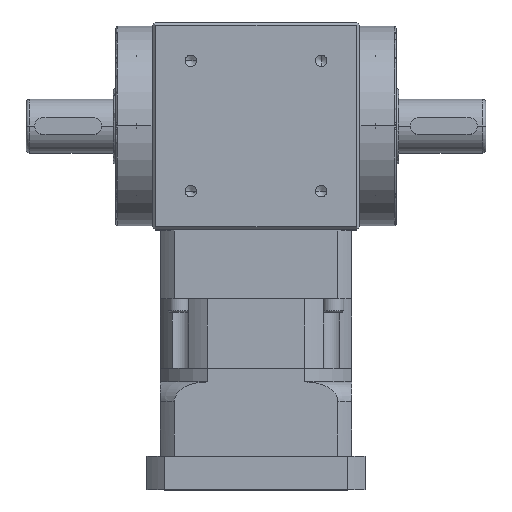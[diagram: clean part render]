
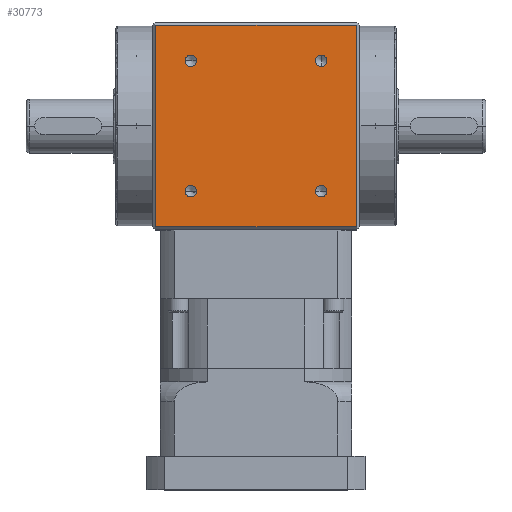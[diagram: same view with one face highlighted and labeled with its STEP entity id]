
A CAD part, top view. The second image highlights one B-rep face of the part: STEP entity #30773.
In plain terms, the highlighted planar face has unit normal (0, 0, 1).
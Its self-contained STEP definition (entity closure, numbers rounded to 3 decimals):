
#298 = VERTEX_POINT ( 'NONE', #32392 ) ;
#480 = CARTESIAN_POINT ( 'NONE',  ( 38.891, 238.591, 62. ) ) ;
#753 = CIRCLE ( 'NONE', #20331, 3.4 ) ;
#796 = VERTEX_POINT ( 'NONE', #10777 ) ;
#1189 = ORIENTED_EDGE ( 'NONE', *, *, #18577, .F. ) ;
#1459 = CARTESIAN_POINT ( 'NONE',  ( 38.891, 157.409, 62. ) ) ;
#1528 = AXIS2_PLACEMENT_3D ( 'NONE', #24009, #8752, #26533 ) ;
#1838 = AXIS2_PLACEMENT_3D ( 'NONE', #19960, #4664, #22531 ) ;
#1925 = DIRECTION ( 'NONE',  ( 0., -1., 0. ) ) ;
#2015 = DIRECTION ( 'NONE',  ( 0., 0., -1. ) ) ;
#2074 = DIRECTION ( 'NONE',  ( -1., 0., 0. ) ) ;
#2187 = EDGE_CURVE ( 'NONE', #6976, #28294, #28004, .T. ) ;
#2262 = LINE ( 'NONE', #12219, #28552 ) ;
#3187 = EDGE_LOOP ( 'NONE', ( #29910, #21322 ) ) ;
#3374 = CIRCLE ( 'NONE', #13805, 3.4 ) ;
#3478 = VERTEX_POINT ( 'NONE', #4107 ) ;
#4029 = DIRECTION ( 'NONE',  ( 0., -1., 0. ) ) ;
#4107 = CARTESIAN_POINT ( 'NONE',  ( 38.891, 160.809, 62. ) ) ;
#4547 = CIRCLE ( 'NONE', #1528, 3.4 ) ;
#4573 = CARTESIAN_POINT ( 'NONE',  ( 38.891, 235.191, 62. ) ) ;
#4664 = DIRECTION ( 'NONE',  ( 0., 0., 1. ) ) ;
#5185 = EDGE_CURVE ( 'NONE', #28294, #6976, #753, .T. ) ;
#5757 = EDGE_LOOP ( 'NONE', ( #10470, #7406 ) ) ;
#6213 = ORIENTED_EDGE ( 'NONE', *, *, #2187, .F. ) ;
#6976 = VERTEX_POINT ( 'NONE', #23276 ) ;
#6989 = VERTEX_POINT ( 'NONE', #480 ) ;
#7164 = DIRECTION ( 'NONE',  ( 0., -1., 0. ) ) ;
#7247 = EDGE_CURVE ( 'NONE', #11303, #31718, #8633, .T. ) ;
#7406 = ORIENTED_EDGE ( 'NONE', *, *, #26908, .F. ) ;
#7410 = CARTESIAN_POINT ( 'NONE',  ( -38.891, 160.809, 62. ) ) ;
#8633 = CIRCLE ( 'NONE', #17583, 3.4 ) ;
#8712 = AXIS2_PLACEMENT_3D ( 'NONE', #17338, #2015, #19893 ) ;
#8752 = DIRECTION ( 'NONE',  ( 0., 0., 1. ) ) ;
#8890 = LINE ( 'NONE', #9818, #22441 ) ;
#8948 = ORIENTED_EDGE ( 'NONE', *, *, #30871, .F. ) ;
#9559 = CARTESIAN_POINT ( 'NONE',  ( -38.891, 231.791, 62. ) ) ;
#9761 = EDGE_LOOP ( 'NONE', ( #14656, #20833 ) ) ;
#9818 = CARTESIAN_POINT ( 'NONE',  ( -75., 136.3, 62. ) ) ;
#10092 = FACE_OUTER_BOUND ( 'NONE', #23724, .T. ) ;
#10353 = ORIENTED_EDGE ( 'NONE', *, *, #23555, .F. ) ;
#10470 = ORIENTED_EDGE ( 'NONE', *, *, #32045, .F. ) ;
#10777 = CARTESIAN_POINT ( 'NONE',  ( -59.887, 136.3, 62. ) ) ;
#10859 = VERTEX_POINT ( 'NONE', #22076 ) ;
#11303 = VERTEX_POINT ( 'NONE', #9559 ) ;
#11394 = EDGE_CURVE ( 'NONE', #298, #13259, #12335, .T. ) ;
#12035 = DIRECTION ( 'NONE',  ( 0., 0., 1. ) ) ;
#12219 = CARTESIAN_POINT ( 'NONE',  ( -59.887, 0., 62. ) ) ;
#12284 = CARTESIAN_POINT ( 'NONE',  ( 59.887, 256.3, 62. ) ) ;
#12335 = LINE ( 'NONE', #30580, #19086 ) ;
#12757 = EDGE_CURVE ( 'NONE', #27838, #3478, #31196, .T. ) ;
#12867 = CARTESIAN_POINT ( 'NONE',  ( 38.891, 157.409, 62. ) ) ;
#12913 = DIRECTION ( 'NONE',  ( 1., 0., 0. ) ) ;
#13181 = CARTESIAN_POINT ( 'NONE',  ( 38.891, 235.191, 62. ) ) ;
#13259 = VERTEX_POINT ( 'NONE', #12284 ) ;
#13805 = AXIS2_PLACEMENT_3D ( 'NONE', #1459, #19326, #4029 ) ;
#14656 = ORIENTED_EDGE ( 'NONE', *, *, #12757, .F. ) ;
#15443 = DIRECTION ( 'NONE',  ( 0., -1., 0. ) ) ;
#15751 = DIRECTION ( 'NONE',  ( 0., -1., 0. ) ) ;
#15923 = EDGE_CURVE ( 'NONE', #31718, #11303, #4547, .T. ) ;
#16048 = CIRCLE ( 'NONE', #25232, 3.4 ) ;
#16355 = LINE ( 'NONE', #24082, #27425 ) ;
#16885 = FACE_BOUND ( 'NONE', #3187, .T. ) ;
#17077 = CARTESIAN_POINT ( 'NONE',  ( 38.891, 231.791, 62. ) ) ;
#17249 = DIRECTION ( 'NONE',  ( 0., 0., 1. ) ) ;
#17338 = CARTESIAN_POINT ( 'NONE',  ( -75., 258.3, 62. ) ) ;
#17583 = AXIS2_PLACEMENT_3D ( 'NONE', #32325, #17249, #1925 ) ;
#18469 = FACE_BOUND ( 'NONE', #9761, .T. ) ;
#18577 = EDGE_CURVE ( 'NONE', #13259, #10859, #16355, .T. ) ;
#19086 = VECTOR ( 'NONE', #12913, 1000. ) ;
#19326 = DIRECTION ( 'NONE',  ( 0., 0., 1. ) ) ;
#19893 = DIRECTION ( 'NONE',  ( 0., 1., 0. ) ) ;
#19960 = CARTESIAN_POINT ( 'NONE',  ( -38.891, 157.409, 62. ) ) ;
#20331 = AXIS2_PLACEMENT_3D ( 'NONE', #27223, #12035, #29714 ) ;
#20833 = ORIENTED_EDGE ( 'NONE', *, *, #29197, .F. ) ;
#21322 = ORIENTED_EDGE ( 'NONE', *, *, #15923, .F. ) ;
#21536 = CARTESIAN_POINT ( 'NONE',  ( 38.891, 154.009, 62. ) ) ;
#22076 = CARTESIAN_POINT ( 'NONE',  ( 59.887, 136.3, 62. ) ) ;
#22173 = AXIS2_PLACEMENT_3D ( 'NONE', #12867, #30533, #15443 ) ;
#22441 = VECTOR ( 'NONE', #2074, 1000. ) ;
#22446 = DIRECTION ( 'NONE',  ( 0., 0., 1. ) ) ;
#22531 = DIRECTION ( 'NONE',  ( 0., -1., 0. ) ) ;
#23046 = AXIS2_PLACEMENT_3D ( 'NONE', #4573, #22446, #7164 ) ;
#23062 = ORIENTED_EDGE ( 'NONE', *, *, #11394, .F. ) ;
#23276 = CARTESIAN_POINT ( 'NONE',  ( -38.891, 154.009, 62. ) ) ;
#23555 = EDGE_CURVE ( 'NONE', #796, #298, #2262, .T. ) ;
#23647 = FACE_BOUND ( 'NONE', #32366, .T. ) ;
#23724 = EDGE_LOOP ( 'NONE', ( #1189, #23062, #10353, #8948 ) ) ;
#24009 = CARTESIAN_POINT ( 'NONE',  ( -38.891, 235.191, 62. ) ) ;
#24082 = CARTESIAN_POINT ( 'NONE',  ( 59.887, 0., 62. ) ) ;
#25232 = AXIS2_PLACEMENT_3D ( 'NONE', #13181, #30837, #15751 ) ;
#26011 = FACE_BOUND ( 'NONE', #5757, .T. ) ;
#26533 = DIRECTION ( 'NONE',  ( 0., -1., 0. ) ) ;
#26610 = DIRECTION ( 'NONE',  ( 0., -1., 0. ) ) ;
#26725 = CIRCLE ( 'NONE', #23046, 3.4 ) ;
#26908 = EDGE_CURVE ( 'NONE', #6989, #28007, #16048, .T. ) ;
#27223 = CARTESIAN_POINT ( 'NONE',  ( -38.891, 157.409, 62. ) ) ;
#27425 = VECTOR ( 'NONE', #26610, 1000. ) ;
#27838 = VERTEX_POINT ( 'NONE', #21536 ) ;
#28004 = CIRCLE ( 'NONE', #1838, 3.4 ) ;
#28007 = VERTEX_POINT ( 'NONE', #17077 ) ;
#28287 = CARTESIAN_POINT ( 'NONE',  ( -38.891, 238.591, 62. ) ) ;
#28294 = VERTEX_POINT ( 'NONE', #7410 ) ;
#28552 = VECTOR ( 'NONE', #29894, 1000. ) ;
#29197 = EDGE_CURVE ( 'NONE', #3478, #27838, #3374, .T. ) ;
#29714 = DIRECTION ( 'NONE',  ( 0., -1., 0. ) ) ;
#29801 = PLANE ( 'NONE',  #8712 ) ;
#29894 = DIRECTION ( 'NONE',  ( 0., 1., 0. ) ) ;
#29910 = ORIENTED_EDGE ( 'NONE', *, *, #7247, .F. ) ;
#30533 = DIRECTION ( 'NONE',  ( 0., 0., 1. ) ) ;
#30580 = CARTESIAN_POINT ( 'NONE',  ( -75., 256.3, 62. ) ) ;
#30773 = ADVANCED_FACE ( 'NONE', ( #16885, #26011, #18469, #23647, #10092 ), #29801, .F. ) ;
#30837 = DIRECTION ( 'NONE',  ( 0., 0., 1. ) ) ;
#30871 = EDGE_CURVE ( 'NONE', #10859, #796, #8890, .T. ) ;
#30875 = ORIENTED_EDGE ( 'NONE', *, *, #5185, .F. ) ;
#31196 = CIRCLE ( 'NONE', #22173, 3.4 ) ;
#31718 = VERTEX_POINT ( 'NONE', #28287 ) ;
#32045 = EDGE_CURVE ( 'NONE', #28007, #6989, #26725, .T. ) ;
#32325 = CARTESIAN_POINT ( 'NONE',  ( -38.891, 235.191, 62. ) ) ;
#32366 = EDGE_LOOP ( 'NONE', ( #6213, #30875 ) ) ;
#32392 = CARTESIAN_POINT ( 'NONE',  ( -59.887, 256.3, 62. ) ) ;
